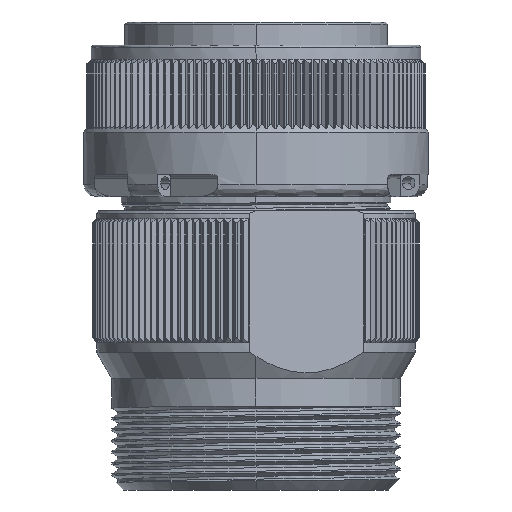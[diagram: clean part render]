
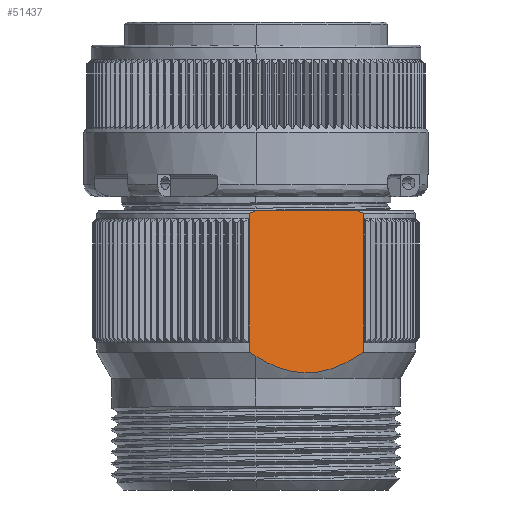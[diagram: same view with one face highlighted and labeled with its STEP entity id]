
A CAD part, left-side view. The second image highlights one B-rep face of the part: STEP entity #51437.
In plain terms, the highlighted planar face has unit normal (-0.939, -0.343, 0).
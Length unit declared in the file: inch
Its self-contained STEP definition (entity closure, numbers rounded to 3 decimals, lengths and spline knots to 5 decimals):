
#3905 = B_SPLINE_CURVE_WITH_KNOTS ( 'NONE', 3,
 ( #79139, #56110, #18853, #95356 ),
 .UNSPECIFIED., .F., .F.,
 ( 4, 4 ),
 ( 0., 1. ),
 .UNSPECIFIED. ) ;
#4991 = CARTESIAN_POINT ( 'NONE',  ( -0.77367, 0.0041, -1.6352 ) ) ;
#5200 = PLANE ( 'NONE',  #36077 ) ;
#5953 = CARTESIAN_POINT ( 'NONE',  ( -0.78497, 0.03501, -1.61457 ) ) ;
#6418 = CARTESIAN_POINT ( 'NONE',  ( -0.75857, -0.03721, -1.65997 ) ) ;
#7089 = CARTESIAN_POINT ( 'NONE',  ( -0.66678, -0.28829, -1.71519 ) ) ;
#7918 = DIRECTION ( 'NONE',  ( 0.343, -0.939, 0. ) ) ;
#9068 = VERTEX_POINT ( 'NONE', #55998 ) ;
#11542 = VECTOR ( 'NONE', #56164, 39.37008 ) ;
#12210 = B_SPLINE_CURVE_WITH_KNOTS ( 'NONE', 3,
 ( #4991, #98028, #28349, #60093 ),
 .UNSPECIFIED., .F., .F.,
 ( 4, 4 ),
 ( 0., 1. ),
 .UNSPECIFIED. ) ;
#14533 = CARTESIAN_POINT ( 'NONE',  ( -0.64565, -0.34607, -1.7036 ) ) ;
#14867 = CARTESIAN_POINT ( 'NONE',  ( -0.69698, -0.20566, -1.71485 ) ) ;
#16267 = ORIENTED_EDGE ( 'NONE', *, *, #40545, .F. ) ;
#16573 = EDGE_CURVE ( 'NONE', #95458, #9068, #53536, .T. ) ;
#18254 = CARTESIAN_POINT ( 'NONE',  ( -0.57951, -0.52698, -0.91732 ) ) ;
#18853 = CARTESIAN_POINT ( 'NONE',  ( -0.58326, -0.51673, -0.92498 ) ) ;
#22781 = VERTEX_POINT ( 'NONE', #61609 ) ;
#24592 = ORIENTED_EDGE ( 'NONE', *, *, #16573, .F. ) ;
#25325 = CARTESIAN_POINT ( 'NONE',  ( -0.78497, 0.03501, -0.92913 ) ) ;
#26651 = CARTESIAN_POINT ( 'NONE',  ( -0.77377, 0.00436, -0.91732 ) ) ;
#27334 = VERTEX_POINT ( 'NONE', #55473 ) ;
#27339 = LINE ( 'NONE', #18254, #11542 ) ;
#28349 = CARTESIAN_POINT ( 'NONE',  ( -0.78119, 0.02467, -1.62182 ) ) ;
#28565 = CARTESIAN_POINT ( 'NONE',  ( -0.85536, 0.22755, -2.09843 ) ) ;
#29473 = CARTESIAN_POINT ( 'NONE',  ( -0.64145, -0.35757, -1.70035 ) ) ;
#29805 = CARTESIAN_POINT ( 'NONE',  ( -0.60903, -0.44624, -1.66629 ) ) ;
#35114 = ORIENTED_EDGE ( 'NONE', *, *, #99475, .F. ) ;
#35851 = CARTESIAN_POINT ( 'NONE',  ( -0.57951, -0.52698, -1.61457 ) ) ;
#36077 = AXIS2_PLACEMENT_3D ( 'NONE', #28565, #59971, #60327 ) ;
#36601 = CARTESIAN_POINT ( 'NONE',  ( -0.76621, -0.01631, -1.64812 ) ) ;
#36994 = CARTESIAN_POINT ( 'NONE',  ( -0.78497, 0.03501, -0.92913 ) ) ;
#37284 = CARTESIAN_POINT ( 'NONE',  ( -0.70981, -0.17057, -1.70995 ) ) ;
#37956 = CARTESIAN_POINT ( 'NONE',  ( -0.73469, -0.10253, -1.69007 ) ) ;
#40545 = EDGE_CURVE ( 'NONE', #27334, #82625, #3905, .T. ) ;
#41275 = EDGE_LOOP ( 'NONE', ( #77637, #46861, #80996, #35114, #16267, #70088, #24592 ) ) ;
#43885 = VERTEX_POINT ( 'NONE', #5953 ) ;
#45353 = CARTESIAN_POINT ( 'NONE',  ( -0.69265, -0.21751, -1.71596 ) ) ;
#46426 = VECTOR ( 'NONE', #67180, 39.37008 ) ;
#46861 = ORIENTED_EDGE ( 'NONE', *, *, #92411, .F. ) ;
#47246 = FACE_OUTER_BOUND ( 'NONE', #41275, .T. ) ;
#51120 = CARTESIAN_POINT ( 'NONE',  ( -0.57951, -0.52698, -0.92913 ) ) ;
#51437 = ADVANCED_FACE ( 'NONE', ( #47246 ), #5200, .F. ) ;
#51983 = EDGE_CURVE ( 'NONE', #58774, #22781, #55397, .T. ) ;
#53536 = B_SPLINE_CURVE_WITH_KNOTS ( 'NONE', 3,
 ( #25325, #72926, #79412, #26651 ),
 .UNSPECIFIED., .F., .F.,
 ( 4, 4 ),
 ( 0., 1. ),
 .UNSPECIFIED. ) ;
#54405 = EDGE_CURVE ( 'NONE', #43885, #95458, #71762, .T. ) ;
#55397 = B_SPLINE_CURVE_WITH_KNOTS ( 'NONE', 3,
 ( #90995, #75779, #29805, #91673, #60877, #29473, #14533, #83531, #7089, #68658, #61221, #45353, #14867, #37284, #99476, #37956, #91318, #6418, #36601, #76779 ),
 .UNSPECIFIED., .F., .F.,
 ( 4, 2, 2, 2, 2, 2, 2, 2, 2, 4 ),
 ( 0., 0.0038, 0.00476, 0.00571, 0.00761, 0.00856, 0.00951, 0.01141, 0.01332, 0.01522 ),
 .UNSPECIFIED. ) ;
#55473 = CARTESIAN_POINT ( 'NONE',  ( -0.59072, -0.49634, -0.91732 ) ) ;
#55998 = CARTESIAN_POINT ( 'NONE',  ( -0.77377, 0.00436, -0.91732 ) ) ;
#56110 = CARTESIAN_POINT ( 'NONE',  ( -0.587, -0.50652, -0.92105 ) ) ;
#56164 = DIRECTION ( 'NONE',  ( 0., 0., -1. ) ) ;
#57482 = EDGE_CURVE ( 'NONE', #9068, #27334, #61728, .T. ) ;
#58774 = VERTEX_POINT ( 'NONE', #35851 ) ;
#59971 = DIRECTION ( 'NONE',  ( 0.939, 0.343, 0. ) ) ;
#60093 = CARTESIAN_POINT ( 'NONE',  ( -0.78497, 0.03501, -1.61457 ) ) ;
#60327 = DIRECTION ( 'NONE',  ( -0.343, 0.939, 0. ) ) ;
#60877 = CARTESIAN_POINT ( 'NONE',  ( -0.63316, -0.38025, -1.69296 ) ) ;
#61221 = CARTESIAN_POINT ( 'NONE',  ( -0.68397, -0.24125, -1.71702 ) ) ;
#61609 = CARTESIAN_POINT ( 'NONE',  ( -0.77367, 0.0041, -1.6352 ) ) ;
#61728 = LINE ( 'NONE', #92842, #89540 ) ;
#67180 = DIRECTION ( 'NONE',  ( 0., 0., 1. ) ) ;
#68658 = CARTESIAN_POINT ( 'NONE',  ( -0.67966, -0.25305, -1.71698 ) ) ;
#70088 = ORIENTED_EDGE ( 'NONE', *, *, #57482, .F. ) ;
#71762 = LINE ( 'NONE', #89227, #46426 ) ;
#72926 = CARTESIAN_POINT ( 'NONE',  ( -0.78122, 0.02476, -0.92498 ) ) ;
#75779 = CARTESIAN_POINT ( 'NONE',  ( -0.59397, -0.48744, -1.64228 ) ) ;
#76779 = CARTESIAN_POINT ( 'NONE',  ( -0.77367, 0.0041, -1.6352 ) ) ;
#77637 = ORIENTED_EDGE ( 'NONE', *, *, #54405, .F. ) ;
#79139 = CARTESIAN_POINT ( 'NONE',  ( -0.59072, -0.49634, -0.91732 ) ) ;
#79412 = CARTESIAN_POINT ( 'NONE',  ( -0.77749, 0.01454, -0.92105 ) ) ;
#80996 = ORIENTED_EDGE ( 'NONE', *, *, #51983, .F. ) ;
#82625 = VERTEX_POINT ( 'NONE', #51120 ) ;
#83531 = CARTESIAN_POINT ( 'NONE',  ( -0.65828, -0.31153, -1.71178 ) ) ;
#89227 = CARTESIAN_POINT ( 'NONE',  ( -0.78497, 0.03501, -0.91732 ) ) ;
#89540 = VECTOR ( 'NONE', #7918, 39.37008 ) ;
#90995 = CARTESIAN_POINT ( 'NONE',  ( -0.57951, -0.52698, -1.61457 ) ) ;
#91318 = CARTESIAN_POINT ( 'NONE',  ( -0.74282, -0.08027, -1.68094 ) ) ;
#91673 = CARTESIAN_POINT ( 'NONE',  ( -0.62909, -0.39139, -1.68883 ) ) ;
#92411 = EDGE_CURVE ( 'NONE', #22781, #43885, #12210, .T. ) ;
#92842 = CARTESIAN_POINT ( 'NONE',  ( -0.77377, 0.00436, -0.91732 ) ) ;
#95356 = CARTESIAN_POINT ( 'NONE',  ( -0.57951, -0.52698, -0.92913 ) ) ;
#95458 = VERTEX_POINT ( 'NONE', #36994 ) ;
#98028 = CARTESIAN_POINT ( 'NONE',  ( -0.77742, 0.01437, -1.6287 ) ) ;
#99475 = EDGE_CURVE ( 'NONE', #82625, #58774, #27339, .T. ) ;
#99476 = CARTESIAN_POINT ( 'NONE',  ( -0.7182, -0.14763, -1.70455 ) ) ;
